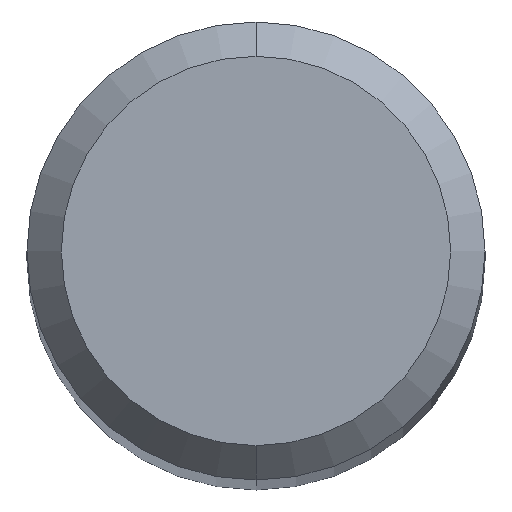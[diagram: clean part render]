
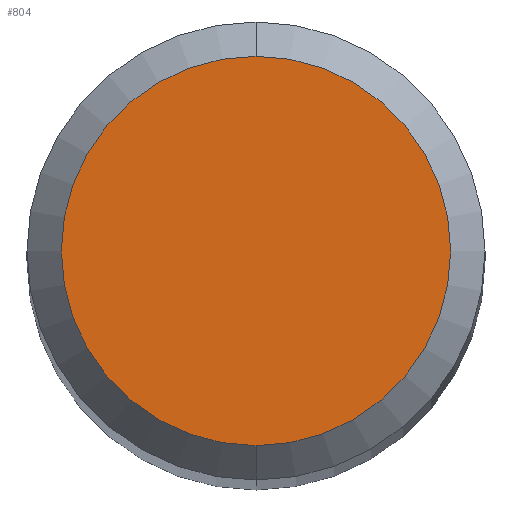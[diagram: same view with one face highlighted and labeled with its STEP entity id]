
A CAD part, top view. The second image highlights one B-rep face of the part: STEP entity #804.
In plain terms, the highlighted planar face has unit normal (0, 0, 1).
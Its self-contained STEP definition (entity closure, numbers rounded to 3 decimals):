
#422=EDGE_CURVE('',#682,#558,#1129,.T.);
#558=VERTEX_POINT('',#1281);
#682=VERTEX_POINT('',#1414);
#772=EDGE_CURVE('',#558,#682,#1506,.T.);
#804=ADVANCED_FACE('',(#1542),#1543,.T.);
#1129=CIRCLE('',#2235,1.7);
#1281=CARTESIAN_POINT('',(0.0,1.7,0.0));
#1414=CARTESIAN_POINT('',(0.,-1.7,0.0));
#1506=CIRCLE('',#12828,1.7);
#1542=FACE_OUTER_BOUND('',#13151,.T.);
#1543=PLANE('',#13152);
#2235=AXIS2_PLACEMENT_3D('',#16081,#16082,#16083);
#12828=AXIS2_PLACEMENT_3D('',#16443,#16444,#16445);
#13151=EDGE_LOOP('',(#16479,#16480));
#13152=AXIS2_PLACEMENT_3D('',#16481,#16482,#16483);
#16081=CARTESIAN_POINT('',(0.0,0.0,0.0));
#16082=DIRECTION('',(0.0,0.0,-1.0));
#16083=DIRECTION('',(0.0,1.0,0.0));
#16443=CARTESIAN_POINT('',(0.0,0.0,0.0));
#16444=DIRECTION('',(0.0,0.0,-1.0));
#16445=DIRECTION('',(0.0,1.0,0.0));
#16479=ORIENTED_EDGE('',*,*,#772,.F.);
#16480=ORIENTED_EDGE('',*,*,#422,.F.);
#16481=CARTESIAN_POINT('',(0.0,0.85,0.0));
#16482=DIRECTION('',(-0.0,0.0,1.0));
#16483=DIRECTION('',(0.0,-1.0,0.0));
